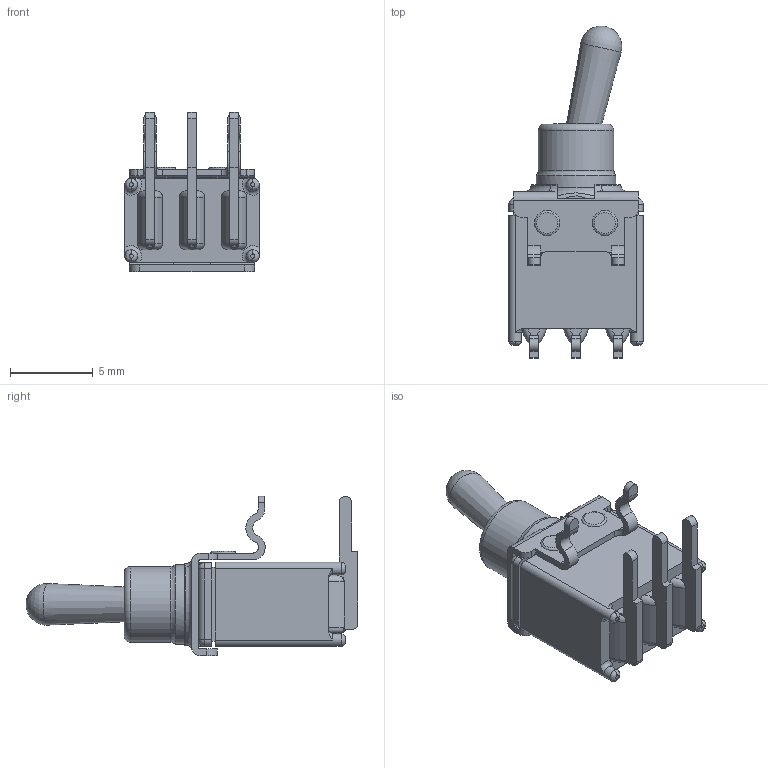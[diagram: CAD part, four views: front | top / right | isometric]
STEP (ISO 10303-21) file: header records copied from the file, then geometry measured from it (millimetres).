
FILE_DESCRIPTION( ( 'STEP AP203' ), '1' );
FILE_NAME( 'ET01MD1AGE.stp', '2020-06-08T00:44:21', ( 'License CC BY-ND 4.0' ), ( 'CADENAS' ), ' ', 'PARTsolutions', ' ' );
FILE_SCHEMA( ( 'CONFIG_CONTROL_DESIGN' ) );
Length unit declared in the file: inch
Products named in the file (2): ET01MD1AGE; 1
Assembly tree (1 placements, depth 2):
  ET01MD1AGE
    1
Bounding box: 8.13 x 20.08 x 9.63 mm (x, y, z)
Volume: 341.6 mm3; surface area: 1034.4 mm2
Topology: 1 solids, 1 shells, 488 faces, 1363 edges, 869 vertices
Faces by surface type: plane 259, cylinder 133, bspline 44, torus 29, sphere 19, cone 4
Full cylindrical faces by diameter (mm): 0.762 x4, 1.295 x1, 3.226 x1, 4.572 x1, 4.801 x1
Entity records: 17706 total; most frequent: CARTESIAN_POINT 5541, ORIENTED_EDGE 2660, DIRECTION 2331, EDGE_CURVE 1330, VERTEX_POINT 863, LINE 797, VECTOR 797, AXIS2_PLACEMENT_3D 767
